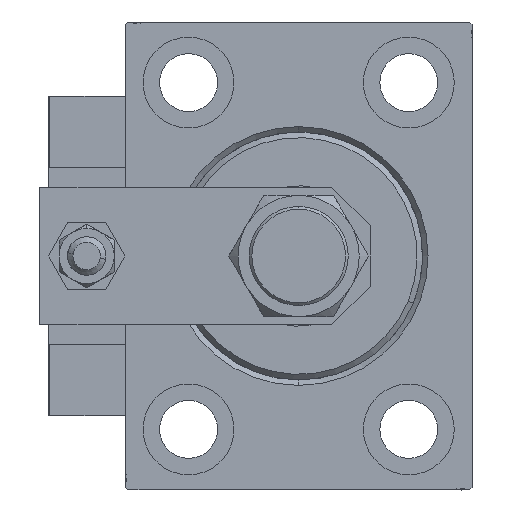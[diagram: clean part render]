
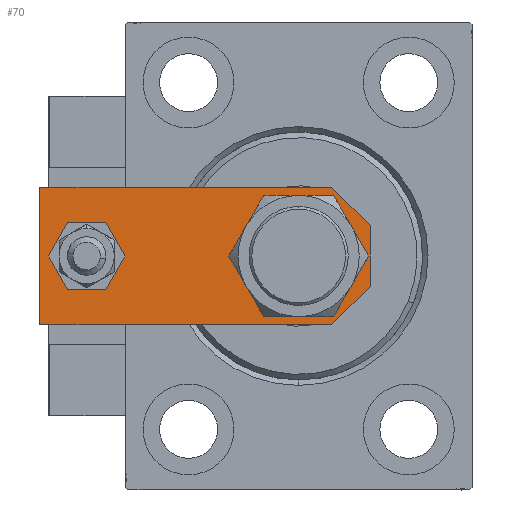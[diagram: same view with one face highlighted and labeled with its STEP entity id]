
A CAD part, left-side view. The second image highlights one B-rep face of the part: STEP entity #70.
In plain terms, the highlighted face is planar.
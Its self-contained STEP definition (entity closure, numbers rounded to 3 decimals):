
#70 = ADVANCED_FACE ( 'NONE', ( #50914, #14228, #46909 ), #43693, .T. ) ;
#1074 = DIRECTION ( 'NONE',  ( -1., 0., 0. ) ) ;
#1094 = ORIENTED_EDGE ( 'NONE', *, *, #11986, .T. ) ;
#3112 = ORIENTED_EDGE ( 'NONE', *, *, #19414, .F. ) ;
#4649 = DIRECTION ( 'NONE',  ( 1., 0., 0. ) ) ;
#5104 = CARTESIAN_POINT ( 'NONE',  ( 12.5, 60., 6. ) ) ;
#6260 = EDGE_CURVE ( 'NONE', #41729, #43578, #43221, .T. ) ;
#6501 = DIRECTION ( 'NONE',  ( 1., 0., 0. ) ) ;
#7005 = DIRECTION ( 'NONE',  ( 1., 0., 0. ) ) ;
#7714 = VERTEX_POINT ( 'NONE', #37374 ) ;
#9615 = EDGE_LOOP ( 'NONE', ( #22174, #38795 ) ) ;
#10010 = EDGE_LOOP ( 'NONE', ( #38532, #3112 ) ) ;
#10752 = DIRECTION ( 'NONE',  ( 0., 0., 1. ) ) ;
#11282 = ORIENTED_EDGE ( 'NONE', *, *, #15715, .T. ) ;
#11420 = CIRCLE ( 'NONE', #13127, 8.25 ) ;
#11674 = CARTESIAN_POINT ( 'NONE',  ( -5.5, 0., 6. ) ) ;
#11986 = EDGE_CURVE ( 'NONE', #50535, #31628, #32754, .T. ) ;
#12009 = CARTESIAN_POINT ( 'NONE',  ( -4., 51.5, 6. ) ) ;
#12424 = DIRECTION ( 'NONE',  ( 0.707, 0.707, 0. ) ) ;
#12870 = LINE ( 'NONE', #5104, #22682 ) ;
#13127 = AXIS2_PLACEMENT_3D ( 'NONE', #34537, #38027, #38557 ) ;
#13249 = LINE ( 'NONE', #30084, #34552 ) ;
#13289 = EDGE_CURVE ( 'NONE', #48561, #31681, #11420, .T. ) ;
#13405 = DIRECTION ( 'NONE',  ( 0., 1., 0. ) ) ;
#13925 = CARTESIAN_POINT ( 'NONE',  ( 12.5, 0., 6. ) ) ;
#14228 = FACE_OUTER_BOUND ( 'NONE', #16650, .T. ) ;
#14679 = ORIENTED_EDGE ( 'NONE', *, *, #19607, .T. ) ;
#15579 = CARTESIAN_POINT ( 'NONE',  ( 0., 13., 6. ) ) ;
#15715 = EDGE_CURVE ( 'NONE', #20948, #33567, #13249, .T. ) ;
#16483 = VECTOR ( 'NONE', #4649, 1000. ) ;
#16650 = EDGE_LOOP ( 'NONE', ( #11282, #19311, #1094, #51790, #14679, #51709 ) ) ;
#17273 = EDGE_CURVE ( 'NONE', #7714, #20948, #12870, .T. ) ;
#19268 = AXIS2_PLACEMENT_3D ( 'NONE', #50072, #41511, #37737 ) ;
#19311 = ORIENTED_EDGE ( 'NONE', *, *, #27109, .T. ) ;
#19414 = EDGE_CURVE ( 'NONE', #31681, #48561, #20200, .T. ) ;
#19607 = EDGE_CURVE ( 'NONE', #20811, #7714, #38551, .T. ) ;
#20200 = CIRCLE ( 'NONE', #50971, 8.25 ) ;
#20460 = LINE ( 'NONE', #49117, #32229 ) ;
#20811 = VERTEX_POINT ( 'NONE', #34269 ) ;
#20948 = VERTEX_POINT ( 'NONE', #30519 ) ;
#22174 = ORIENTED_EDGE ( 'NONE', *, *, #6260, .F. ) ;
#22682 = VECTOR ( 'NONE', #1074, 1000. ) ;
#23180 = CARTESIAN_POINT ( 'NONE',  ( -2.75, -2.75, 6. ) ) ;
#24489 = VECTOR ( 'NONE', #13405, 1000. ) ;
#24781 = EDGE_CURVE ( 'NONE', #31628, #20811, #20460, .T. ) ;
#27024 = CARTESIAN_POINT ( 'NONE',  ( -12.5, 7., 6. ) ) ;
#27109 = EDGE_CURVE ( 'NONE', #33567, #50535, #36015, .T. ) ;
#27388 = CARTESIAN_POINT ( 'NONE',  ( -8.25, 13., 6. ) ) ;
#30084 = CARTESIAN_POINT ( 'NONE',  ( -12.5, 60., 6. ) ) ;
#30519 = CARTESIAN_POINT ( 'NONE',  ( -12.5, 60., 6. ) ) ;
#31628 = VERTEX_POINT ( 'NONE', #35281 ) ;
#31681 = VERTEX_POINT ( 'NONE', #40097 ) ;
#31852 = AXIS2_PLACEMENT_3D ( 'NONE', #34839, #10752, #7005 ) ;
#32229 = VECTOR ( 'NONE', #12424, 1000. ) ;
#32296 = DIRECTION ( 'NONE',  ( 0., 0., 1. ) ) ;
#32754 = LINE ( 'NONE', #41327, #16483 ) ;
#33567 = VERTEX_POINT ( 'NONE', #27024 ) ;
#33641 = CIRCLE ( 'NONE', #35351, 4. ) ;
#34117 = DIRECTION ( 'NONE',  ( 0., -1., 0. ) ) ;
#34269 = CARTESIAN_POINT ( 'NONE',  ( 12.5, 7., 6. ) ) ;
#34537 = CARTESIAN_POINT ( 'NONE',  ( 0., 13., 6. ) ) ;
#34552 = VECTOR ( 'NONE', #34117, 1000. ) ;
#34839 = CARTESIAN_POINT ( 'NONE',  ( 0., 0., 6. ) ) ;
#35281 = CARTESIAN_POINT ( 'NONE',  ( 5.5, 0., 6. ) ) ;
#35351 = AXIS2_PLACEMENT_3D ( 'NONE', #40335, #32296, #36314 ) ;
#36015 = LINE ( 'NONE', #23180, #40001 ) ;
#36314 = DIRECTION ( 'NONE',  ( 1., 0., 0. ) ) ;
#37374 = CARTESIAN_POINT ( 'NONE',  ( 12.5, 60., 6. ) ) ;
#37737 = DIRECTION ( 'NONE',  ( 1., 0., 0. ) ) ;
#38027 = DIRECTION ( 'NONE',  ( 0., 0., 1. ) ) ;
#38532 = ORIENTED_EDGE ( 'NONE', *, *, #13289, .F. ) ;
#38551 = LINE ( 'NONE', #13925, #24489 ) ;
#38557 = DIRECTION ( 'NONE',  ( 1., 0., 0. ) ) ;
#38795 = ORIENTED_EDGE ( 'NONE', *, *, #42859, .F. ) ;
#40001 = VECTOR ( 'NONE', #52346, 1000. ) ;
#40097 = CARTESIAN_POINT ( 'NONE',  ( 8.25, 13., 6. ) ) ;
#40335 = CARTESIAN_POINT ( 'NONE',  ( 0., 51.5, 6. ) ) ;
#41264 = CARTESIAN_POINT ( 'NONE',  ( 4., 51.5, 6. ) ) ;
#41327 = CARTESIAN_POINT ( 'NONE',  ( -12.5, 0., 6. ) ) ;
#41511 = DIRECTION ( 'NONE',  ( 0., 0., 1. ) ) ;
#41729 = VERTEX_POINT ( 'NONE', #12009 ) ;
#42859 = EDGE_CURVE ( 'NONE', #43578, #41729, #33641, .T. ) ;
#43221 = CIRCLE ( 'NONE', #19268, 4. ) ;
#43460 = DIRECTION ( 'NONE',  ( 0., 0., 1. ) ) ;
#43578 = VERTEX_POINT ( 'NONE', #41264 ) ;
#43693 = PLANE ( 'NONE',  #31852 ) ;
#46909 = FACE_BOUND ( 'NONE', #10010, .T. ) ;
#48561 = VERTEX_POINT ( 'NONE', #27388 ) ;
#49117 = CARTESIAN_POINT ( 'NONE',  ( 2.75, -2.75, 6. ) ) ;
#50072 = CARTESIAN_POINT ( 'NONE',  ( 0., 51.5, 6. ) ) ;
#50535 = VERTEX_POINT ( 'NONE', #11674 ) ;
#50914 = FACE_BOUND ( 'NONE', #9615, .T. ) ;
#50971 = AXIS2_PLACEMENT_3D ( 'NONE', #15579, #43460, #6501 ) ;
#51709 = ORIENTED_EDGE ( 'NONE', *, *, #17273, .T. ) ;
#51790 = ORIENTED_EDGE ( 'NONE', *, *, #24781, .T. ) ;
#52346 = DIRECTION ( 'NONE',  ( 0.707, -0.707, 0. ) ) ;
